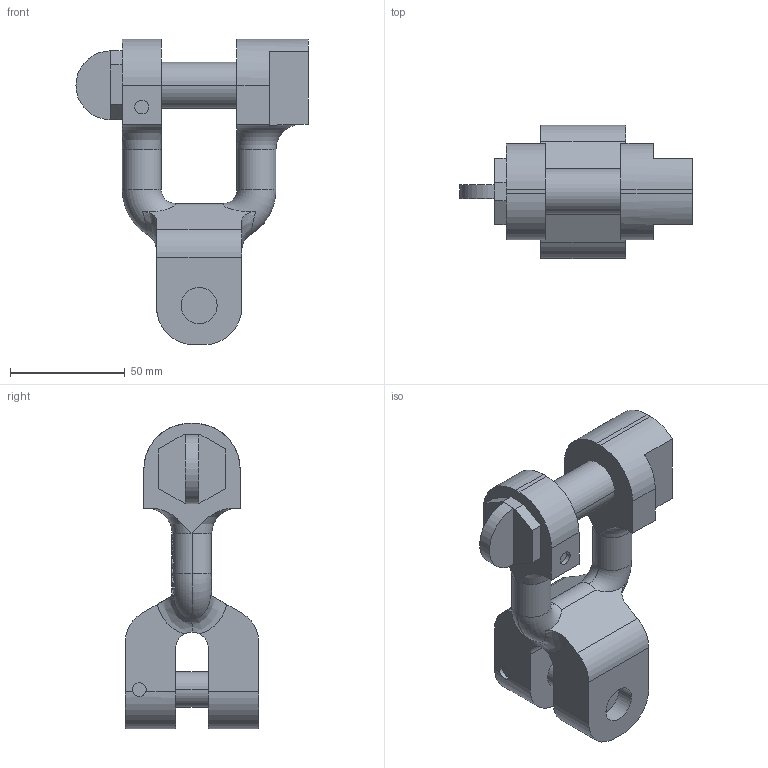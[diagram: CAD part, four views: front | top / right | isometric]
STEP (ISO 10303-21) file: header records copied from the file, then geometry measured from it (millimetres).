
FILE_DESCRIPTION((''),'2;1');
FILE_NAME('4VV-GSCH13','2005-01-19T',('jakubetz'),(''),'PRO/ENGINEER BY PARAMETRIC TECHNOLOGY CORPORATION, 2001400','PRO/ENGINEER BY PARAMETRIC TECHNOLOGY CORPORATION, 2001400','');
FILE_SCHEMA(('CONFIG_CONTROL_DESIGN'));
Length unit declared in the file: millimetre
Products named in the file (1): 4VV-GSCH13
Bounding box: 101.2 x 58 x 133 mm (x, y, z)
Surface area: 34665.2 mm2 (no closed solid volume)
Topology: 0 solids, 1 shells, 384 faces, 1078 edges, 711 vertices
Faces by surface type: plane 334, cylinder 36, torus 10, bspline 4
Entity records: 13022 total; most frequent: CARTESIAN_POINT 3497, ORIENTED_EDGE 2154, DIRECTION 1688, EDGE_CURVE 1078, VERTEX_POINT 711, VECTOR 708, LINE 708, AXIS2_PLACEMENT_3D 490
